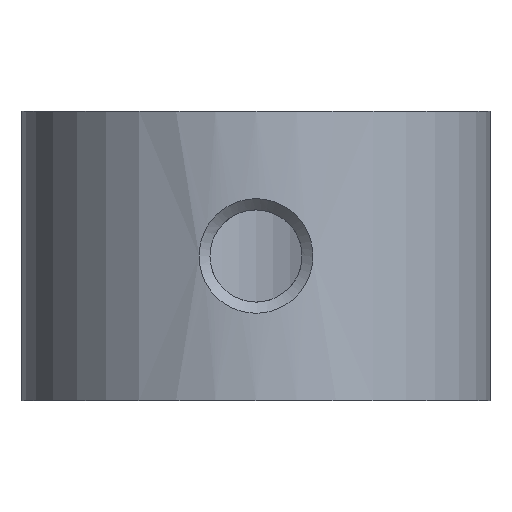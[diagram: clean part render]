
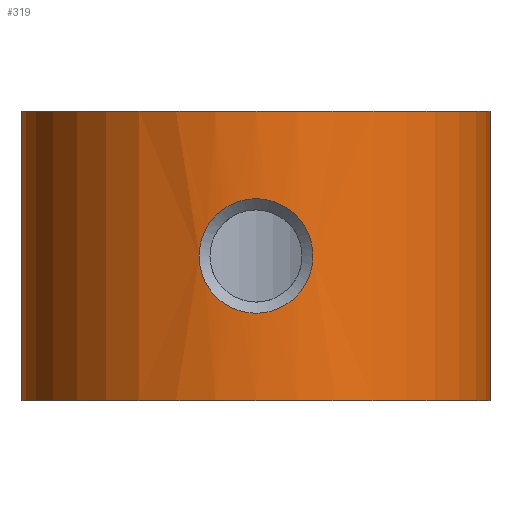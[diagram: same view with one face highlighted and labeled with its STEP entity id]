
A CAD part, front view. The second image highlights one B-rep face of the part: STEP entity #319.
In plain terms, the highlighted cylindrical face has radius 10.5 mm (diameter 21 mm), a partial arc.
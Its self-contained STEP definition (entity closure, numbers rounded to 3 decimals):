
#102=FACE_BOUND('',#136,.T.);
#107=CIRCLE('',#355,10.5);
#108=CIRCLE('',#356,10.5);
#117=CYLINDRICAL_SURFACE('',#354,10.5);
#122=FACE_OUTER_BOUND('',#135,.T.);
#135=EDGE_LOOP('',(#263,#264,#265,#266));
#136=EDGE_LOOP('',(#267));
#153=B_SPLINE_CURVE_WITH_KNOTS('',3,(#601,#602,#603,#604,#605,#606,#607,
#608,#609,#610,#611,#612,#613,#614,#615,#616,#617,#618),.UNSPECIFIED.,.T.,
 .F.,(4,1,1,1,1,1,1,1,1,1,1,1,1,1,1,4),(-1.249,-1.16,
-1.071,-0.982,-0.892,-0.803,
-0.758,-0.714,-0.535,-0.491,
-0.446,-0.357,-0.268,-0.178,
-0.089,0.),.UNSPECIFIED.);
#158=LINE('',#662,#179);
#159=LINE('',#666,#180);
#179=VECTOR('',#403,10.);
#180=VECTOR('',#406,10.);
#198=VERTEX_POINT('',#575);
#203=VERTEX_POINT('',#660);
#204=VERTEX_POINT('',#661);
#205=VERTEX_POINT('',#663);
#206=VERTEX_POINT('',#665);
#223=EDGE_CURVE('',#198,#198,#153,.T.);
#227=EDGE_CURVE('',#203,#204,#158,.T.);
#228=EDGE_CURVE('',#205,#203,#107,.T.);
#229=EDGE_CURVE('',#206,#205,#159,.T.);
#230=EDGE_CURVE('',#204,#206,#108,.T.);
#263=ORIENTED_EDGE('',*,*,#227,.F.);
#264=ORIENTED_EDGE('',*,*,#228,.F.);
#265=ORIENTED_EDGE('',*,*,#229,.F.);
#266=ORIENTED_EDGE('',*,*,#230,.F.);
#267=ORIENTED_EDGE('',*,*,#223,.F.);
#319=ADVANCED_FACE('',(#122,#102),#117,.T.);
#354=AXIS2_PLACEMENT_3D('',#659,#401,#402);
#355=AXIS2_PLACEMENT_3D('',#664,#404,#405);
#356=AXIS2_PLACEMENT_3D('',#667,#407,#408);
#401=DIRECTION('center_axis',(0.,0.,1.));
#402=DIRECTION('ref_axis',(-1.,0.,0.));
#403=DIRECTION('',(0.,0.,-1.));
#404=DIRECTION('center_axis',(0.,0.,1.));
#405=DIRECTION('ref_axis',(-1.,0.,0.));
#406=DIRECTION('',(0.,0.,1.));
#407=DIRECTION('center_axis',(0.,0.,-1.));
#408=DIRECTION('ref_axis',(-1.,0.,0.));
#575=CARTESIAN_POINT('',(-2.555,-10.184,0.));
#601=CARTESIAN_POINT('Ctrl Pts',(-2.555,-10.184,0.));
#602=CARTESIAN_POINT('Ctrl Pts',(-2.555,-10.184,-0.371));
#603=CARTESIAN_POINT('Ctrl Pts',(-2.367,-10.232,-1.171));
#604=CARTESIAN_POINT('Ctrl Pts',(-1.666,-10.383,-2.07));
#605=CARTESIAN_POINT('Ctrl Pts',(-0.569,-10.505,-2.589));
#606=CARTESIAN_POINT('Ctrl Pts',(0.571,-10.507,-2.595));
#607=CARTESIAN_POINT('Ctrl Pts',(1.494,-10.4,-2.144));
#608=CARTESIAN_POINT('Ctrl Pts',(2.004,-10.308,-1.624));
#609=CARTESIAN_POINT('Ctrl Pts',(2.638,-10.168,-0.622));
#610=CARTESIAN_POINT('Ctrl Pts',(2.638,-10.171,0.619));
#611=CARTESIAN_POINT('Ctrl Pts',(2.005,-10.309,1.624));
#612=CARTESIAN_POINT('Ctrl Pts',(1.493,-10.401,2.145));
#613=CARTESIAN_POINT('Ctrl Pts',(0.569,-10.507,2.593));
#614=CARTESIAN_POINT('Ctrl Pts',(-0.569,-10.505,2.589));
#615=CARTESIAN_POINT('Ctrl Pts',(-1.666,-10.383,2.07));
#616=CARTESIAN_POINT('Ctrl Pts',(-2.367,-10.232,1.171));
#617=CARTESIAN_POINT('Ctrl Pts',(-2.555,-10.184,0.371));
#618=CARTESIAN_POINT('Ctrl Pts',(-2.555,-10.184,0.));
#659=CARTESIAN_POINT('Origin',(0.,0.,0.));
#660=CARTESIAN_POINT('',(10.5,0.,6.5));
#661=CARTESIAN_POINT('',(10.5,0.,-6.5));
#662=CARTESIAN_POINT('',(10.5,0.,0.));
#663=CARTESIAN_POINT('',(-10.5,0.,6.5));
#664=CARTESIAN_POINT('Origin',(0.,0.,6.5));
#665=CARTESIAN_POINT('',(-10.5,0.,-6.5));
#666=CARTESIAN_POINT('',(-10.5,0.,0.));
#667=CARTESIAN_POINT('Origin',(0.,0.,-6.5));
